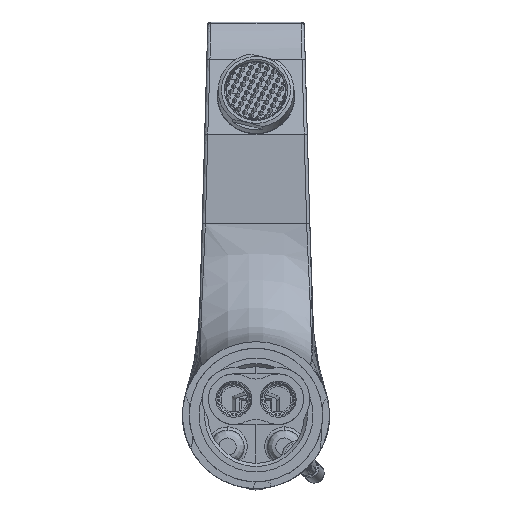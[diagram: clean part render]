
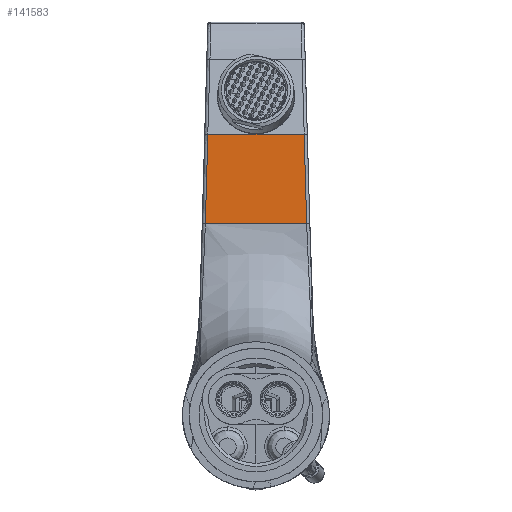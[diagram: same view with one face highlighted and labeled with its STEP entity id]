
A CAD part, front view. The second image highlights one B-rep face of the part: STEP entity #141583.
In plain terms, the highlighted free-form (B-spline) face has degree [3, 3] with [4, 4] control points.
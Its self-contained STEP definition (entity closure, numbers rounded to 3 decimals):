
#29 = CARTESIAN_POINT ( 'NONE',  ( -10.15, 82.3, 88.856 ) ) ;
#563 = CARTESIAN_POINT ( 'NONE',  ( -15.751, 82.3, 69.909 ) ) ;
#11392 = CARTESIAN_POINT ( 'NONE',  ( 5.405, 82.3, 60.238 ) ) ;
#12306 = CARTESIAN_POINT ( 'NONE',  ( -5.319, 82.3, 69.777 ) ) ;
#12882 = CARTESIAN_POINT ( 'NONE',  ( -5.075, 82.3, 88.856 ) ) ;
#13229 = CARTESIAN_POINT ( 'NONE',  ( -5.148, 82.3, 88.856 ) ) ;
#20286 = CARTESIAN_POINT ( 'NONE',  ( 0.934, 82.3, 60.408 ) ) ;
#26065 = CARTESIAN_POINT ( 'NONE',  ( 15.957, 82.3, 69.777 ) ) ;
#28867 = CARTESIAN_POINT ( 'NONE',  ( 0.277, 82.3, 60.409 ) ) ;
#29530 = CARTESIAN_POINT ( 'NONE',  ( -15.225, 82.3, 88.856 ) ) ;
#31732 = EDGE_CURVE ( 'NONE', #126373, #107860, #34585, .T. ) ;
#34585 = B_SPLINE_CURVE_WITH_KNOTS ( 'NONE', 3,
 ( #149007, #35459, #134357, #146300 ),
 .UNSPECIFIED., .F., .F.,
 ( 4, 4 ),
 ( 0., 0.028 ),
 .UNSPECIFIED. ) ;
#35459 = CARTESIAN_POINT ( 'NONE',  ( 15.751, 82.3, 69.911 ) ) ;
#37988 = CARTESIAN_POINT ( 'NONE',  ( 15.444, 82.3, 88.856 ) ) ;
#40370 = CARTESIAN_POINT ( 'NONE',  ( 15.225, 82.3, 88.856 ) ) ;
#48680 = CARTESIAN_POINT ( 'NONE',  ( 15.668, 82.3, 60.437 ) ) ;
#49590 = CARTESIAN_POINT ( 'NONE',  ( -14.766, 82.3, 60.43 ) ) ;
#55274 = EDGE_CURVE ( 'NONE', #155837, #105897, #117691, .T. ) ;
#59524 = CARTESIAN_POINT ( 'NONE',  ( -15.225, 82.3, 88.856 ) ) ;
#59718 = CARTESIAN_POINT ( 'NONE',  ( 13.815, 82.3, 60.435 ) ) ;
#62419 = CARTESIAN_POINT ( 'NONE',  ( 10.662, 82.3, 60.43 ) ) ;
#63324 = CARTESIAN_POINT ( 'NONE',  ( -3.23, 82.3, 60.41 ) ) ;
#65978 = B_SPLINE_CURVE_WITH_KNOTS ( 'NONE', 3,
 ( #171474, #49590, #89899, #74358, #119178, #63324, #76162, #28867, #20286, #144866, #90808, #132032, #62419, #59718, #48680, #75253 ),
 .UNSPECIFIED., .F., .F.,
 ( 4, 1, 1, 1, 1, 1, 1, 1, 1, 1, 1, 1, 1, 4 ),
 ( 0.029, 0.138, 0.246, 0.3, 0.402, 0.491, 0.499, 0.506, 0.547, 0.618, 0.68, 0.792, 0.922, 0.952 ),
 .UNSPECIFIED. ) ;
#67286 = CARTESIAN_POINT ( 'NONE',  ( 15.701, 82.3, 79.317 ) ) ;
#69108 = CARTESIAN_POINT ( 'NONE',  ( 5.148, 82.3, 88.856 ) ) ;
#73798 = CARTESIAN_POINT ( 'NONE',  ( -16.017, 82.3, 60.435 ) ) ;
#74358 = CARTESIAN_POINT ( 'NONE',  ( -9.13, 82.3, 60.411 ) ) ;
#75253 = CARTESIAN_POINT ( 'NONE',  ( 16.017, 82.3, 60.438 ) ) ;
#76162 = CARTESIAN_POINT ( 'NONE',  ( -0.93, 82.3, 60.409 ) ) ;
#81455 = ORIENTED_EDGE ( 'NONE', *, *, #55274, .T. ) ;
#82063 = FACE_OUTER_BOUND ( 'NONE', #120993, .T. ) ;
#82837 = CARTESIAN_POINT ( 'NONE',  ( -15.958, 82.3, 69.777 ) ) ;
#84566 = CARTESIAN_POINT ( 'NONE',  ( 16.017, 82.3, 60.438 ) ) ;
#89899 = CARTESIAN_POINT ( 'NONE',  ( -12.263, 82.3, 60.42 ) ) ;
#90808 = CARTESIAN_POINT ( 'NONE',  ( 4.317, 82.3, 60.417 ) ) ;
#91452 = B_SPLINE_CURVE_WITH_KNOTS ( 'NONE', 3,
 ( #40370, #96256, #152126, #138373, #12882, #29, #59524 ),
 .UNSPECIFIED., .F., .F.,
 ( 4, 3, 4 ),
 ( 0.001, 0.016, 0.031 ),
 .UNSPECIFIED. ) ;
#96256 = CARTESIAN_POINT ( 'NONE',  ( 10.15, 82.3, 88.856 ) ) ;
#105897 = VERTEX_POINT ( 'NONE', #144903 ) ;
#107860 = VERTEX_POINT ( 'NONE', #142007 ) ;
#109424 = CARTESIAN_POINT ( 'NONE',  ( 5.319, 82.3, 69.777 ) ) ;
#114128 = CARTESIAN_POINT ( 'NONE',  ( -15.489, 82.3, 79.383 ) ) ;
#117691 = B_SPLINE_CURVE_WITH_KNOTS ( 'NONE', 3,
 ( #126971, #114128, #563, #73798 ),
 .UNSPECIFIED., .F., .F.,
 ( 4, 4 ),
 ( 0., 0.028 ),
 .UNSPECIFIED. ) ;
#117965 = ORIENTED_EDGE ( 'NONE', *, *, #31732, .T. ) ;
#119178 = CARTESIAN_POINT ( 'NONE',  ( -6.066, 82.3, 60.411 ) ) ;
#120993 = EDGE_LOOP ( 'NONE', ( #166901, #117965, #138998, #81455 ) ) ;
#121343 = CARTESIAN_POINT ( 'NONE',  ( -5.234, 82.3, 79.317 ) ) ;
#124968 = CARTESIAN_POINT ( 'NONE',  ( -15.701, 82.3, 79.317 ) ) ;
#126373 = VERTEX_POINT ( 'NONE', #84566 ) ;
#126971 = CARTESIAN_POINT ( 'NONE',  ( -15.225, 82.3, 88.856 ) ) ;
#129663 = B_SPLINE_SURFACE_WITH_KNOTS ( 'NONE', 3, 3, ( 
 ( #137929, #11392, #151544, #152458 ),
 ( #26065, #109424, #12306, #82837 ),
 ( #67286, #148849, #121343, #124968 ),
 ( #37988, #69108, #13229, #179053 ) ),
 .UNSPECIFIED., .F., .F., .F.,
 ( 4, 4 ),
 ( 4, 4 ),
 ( -0.004, 0.436 ),
 ( 0.018, 0.982 ),
 .UNSPECIFIED. ) ;
#132032 = CARTESIAN_POINT ( 'NONE',  ( 7.147, 82.3, 60.423 ) ) ;
#134357 = CARTESIAN_POINT ( 'NONE',  ( 15.489, 82.3, 79.384 ) ) ;
#137929 = CARTESIAN_POINT ( 'NONE',  ( 16.214, 82.3, 60.238 ) ) ;
#138189 = EDGE_CURVE ( 'NONE', #105897, #126373, #65978, .T. ) ;
#138373 = CARTESIAN_POINT ( 'NONE',  ( 0., 82.3, 88.856 ) ) ;
#138998 = ORIENTED_EDGE ( 'NONE', *, *, #149486, .T. ) ;
#141583 = ADVANCED_FACE ( 'NONE', ( #82063 ), #129663, .T. ) ;
#142007 = CARTESIAN_POINT ( 'NONE',  ( 15.225, 82.3, 88.856 ) ) ;
#144866 = CARTESIAN_POINT ( 'NONE',  ( 2.313, 82.3, 60.413 ) ) ;
#144903 = CARTESIAN_POINT ( 'NONE',  ( -16.017, 82.3, 60.435 ) ) ;
#146300 = CARTESIAN_POINT ( 'NONE',  ( 15.225, 82.3, 88.856 ) ) ;
#148849 = CARTESIAN_POINT ( 'NONE',  ( 5.234, 82.3, 79.317 ) ) ;
#149007 = CARTESIAN_POINT ( 'NONE',  ( 16.017, 82.3, 60.438 ) ) ;
#149486 = EDGE_CURVE ( 'NONE', #107860, #155837, #91452, .T. ) ;
#151544 = CARTESIAN_POINT ( 'NONE',  ( -5.405, 82.3, 60.238 ) ) ;
#152126 = CARTESIAN_POINT ( 'NONE',  ( 5.075, 82.3, 88.856 ) ) ;
#152458 = CARTESIAN_POINT ( 'NONE',  ( -16.214, 82.3, 60.238 ) ) ;
#155837 = VERTEX_POINT ( 'NONE', #29530 ) ;
#166901 = ORIENTED_EDGE ( 'NONE', *, *, #138189, .T. ) ;
#171474 = CARTESIAN_POINT ( 'NONE',  ( -16.017, 82.3, 60.435 ) ) ;
#179053 = CARTESIAN_POINT ( 'NONE',  ( -15.444, 82.3, 88.856 ) ) ;
